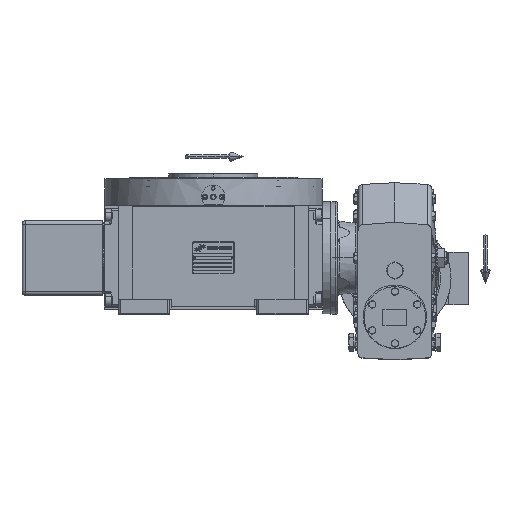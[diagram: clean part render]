
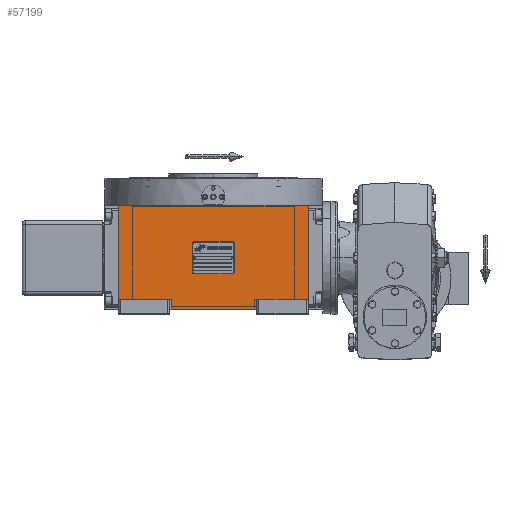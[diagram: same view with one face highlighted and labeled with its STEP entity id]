
A CAD part, top view. The second image highlights one B-rep face of the part: STEP entity #57199.
In plain terms, the highlighted planar face has unit normal (0, 0, 1).
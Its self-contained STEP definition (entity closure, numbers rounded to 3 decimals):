
#837 = VECTOR ( 'NONE', #67934, 1000. ) ;
#2194 = DIRECTION ( 'NONE',  ( 0., -1., 0. ) ) ;
#2957 = CARTESIAN_POINT ( 'NONE',  ( -59., -73., 226. ) ) ;
#6001 = LINE ( 'NONE', #50322, #92447 ) ;
#6164 = CARTESIAN_POINT ( 'NONE',  ( -59., -73., 226. ) ) ;
#9827 = EDGE_LOOP ( 'NONE', ( #42636, #69680, #15782, #74955, #20382, #89805, #83356, #114161 ) ) ;
#12454 = CARTESIAN_POINT ( 'NONE',  ( 59., -59., 226. ) ) ;
#13035 = CARTESIAN_POINT ( 'NONE',  ( 59., -73., 226. ) ) ;
#15782 = ORIENTED_EDGE ( 'NONE', *, *, #43726, .T. ) ;
#17731 = LINE ( 'NONE', #71806, #84777 ) ;
#18593 = VECTOR ( 'NONE', #113463, 1000. ) ;
#19849 = CARTESIAN_POINT ( 'NONE',  ( 135., 75., 226. ) ) ;
#20357 = VERTEX_POINT ( 'NONE', #12454 ) ;
#20382 = ORIENTED_EDGE ( 'NONE', *, *, #91485, .F. ) ;
#23770 = DIRECTION ( 'NONE',  ( 0., 1., 0. ) ) ;
#27096 = VECTOR ( 'NONE', #74626, 1000. ) ;
#28319 = CARTESIAN_POINT ( 'NONE',  ( 59., -59., 226. ) ) ;
#29073 = EDGE_CURVE ( 'NONE', #33680, #55299, #35797, .T. ) ;
#29520 = LINE ( 'NONE', #28319, #86178 ) ;
#30907 = LINE ( 'NONE', #2957, #837 ) ;
#33010 = VERTEX_POINT ( 'NONE', #19849 ) ;
#33680 = VERTEX_POINT ( 'NONE', #93035 ) ;
#35797 = LINE ( 'NONE', #109288, #27096 ) ;
#38331 = EDGE_CURVE ( 'NONE', #97809, #81109, #30907, .T. ) ;
#39649 = DIRECTION ( 'NONE',  ( 1., 0., 0. ) ) ;
#42636 = ORIENTED_EDGE ( 'NONE', *, *, #38331, .T. ) ;
#43726 = EDGE_CURVE ( 'NONE', #20357, #93512, #17731, .T. ) ;
#49116 = VECTOR ( 'NONE', #116668, 1000. ) ;
#50322 = CARTESIAN_POINT ( 'NONE',  ( -135., -59., 226. ) ) ;
#52296 = LINE ( 'NONE', #6164, #64456 ) ;
#55299 = VERTEX_POINT ( 'NONE', #118764 ) ;
#57199 = ADVANCED_FACE ( 'NONE', ( #84586 ), #104620, .T. ) ;
#59608 = LINE ( 'NONE', #60206, #49116 ) ;
#60206 = CARTESIAN_POINT ( 'NONE',  ( -135., 75., 226. ) ) ;
#64456 = VECTOR ( 'NONE', #23770, 1000. ) ;
#66703 = LINE ( 'NONE', #67909, #18593 ) ;
#67909 = CARTESIAN_POINT ( 'NONE',  ( 135., -59., 226. ) ) ;
#67934 = DIRECTION ( 'NONE',  ( 1., 0., 0. ) ) ;
#69680 = ORIENTED_EDGE ( 'NONE', *, *, #105764, .F. ) ;
#71806 = CARTESIAN_POINT ( 'NONE',  ( 59., -59., 226. ) ) ;
#74108 = EDGE_CURVE ( 'NONE', #93512, #33010, #66703, .T. ) ;
#74626 = DIRECTION ( 'NONE',  ( 1., 0., 0. ) ) ;
#74955 = ORIENTED_EDGE ( 'NONE', *, *, #74108, .T. ) ;
#78419 = CARTESIAN_POINT ( 'NONE',  ( -135., 75., 226. ) ) ;
#81109 = VERTEX_POINT ( 'NONE', #13035 ) ;
#81502 = DIRECTION ( 'NONE',  ( 1., 0., 0. ) ) ;
#83356 = ORIENTED_EDGE ( 'NONE', *, *, #29073, .T. ) ;
#84586 = FACE_OUTER_BOUND ( 'NONE', #9827, .T. ) ;
#84777 = VECTOR ( 'NONE', #81502, 1000. ) ;
#85789 = DIRECTION ( 'NONE',  ( 0., 0., 1. ) ) ;
#86178 = VECTOR ( 'NONE', #2194, 1000. ) ;
#87381 = DIRECTION ( 'NONE',  ( 0., 1., 0. ) ) ;
#89805 = ORIENTED_EDGE ( 'NONE', *, *, #98595, .F. ) ;
#91485 = EDGE_CURVE ( 'NONE', #114220, #33010, #59608, .T. ) ;
#91543 = EDGE_CURVE ( 'NONE', #97809, #55299, #52296, .T. ) ;
#92447 = VECTOR ( 'NONE', #87381, 1000. ) ;
#92513 = AXIS2_PLACEMENT_3D ( 'NONE', #95487, #85789, #39649 ) ;
#93035 = CARTESIAN_POINT ( 'NONE',  ( -135., -59., 226. ) ) ;
#93512 = VERTEX_POINT ( 'NONE', #98324 ) ;
#95487 = CARTESIAN_POINT ( 'NONE',  ( -135., -73., 226. ) ) ;
#97809 = VERTEX_POINT ( 'NONE', #101059 ) ;
#98324 = CARTESIAN_POINT ( 'NONE',  ( 135., -59., 226. ) ) ;
#98595 = EDGE_CURVE ( 'NONE', #33680, #114220, #6001, .T. ) ;
#101059 = CARTESIAN_POINT ( 'NONE',  ( -59., -73., 226. ) ) ;
#104620 = PLANE ( 'NONE',  #92513 ) ;
#105764 = EDGE_CURVE ( 'NONE', #20357, #81109, #29520, .T. ) ;
#109288 = CARTESIAN_POINT ( 'NONE',  ( -135., -59., 226. ) ) ;
#113463 = DIRECTION ( 'NONE',  ( 0., 1., 0. ) ) ;
#114161 = ORIENTED_EDGE ( 'NONE', *, *, #91543, .F. ) ;
#114220 = VERTEX_POINT ( 'NONE', #78419 ) ;
#116668 = DIRECTION ( 'NONE',  ( 1., 0., 0. ) ) ;
#118764 = CARTESIAN_POINT ( 'NONE',  ( -59., -59., 226. ) ) ;
